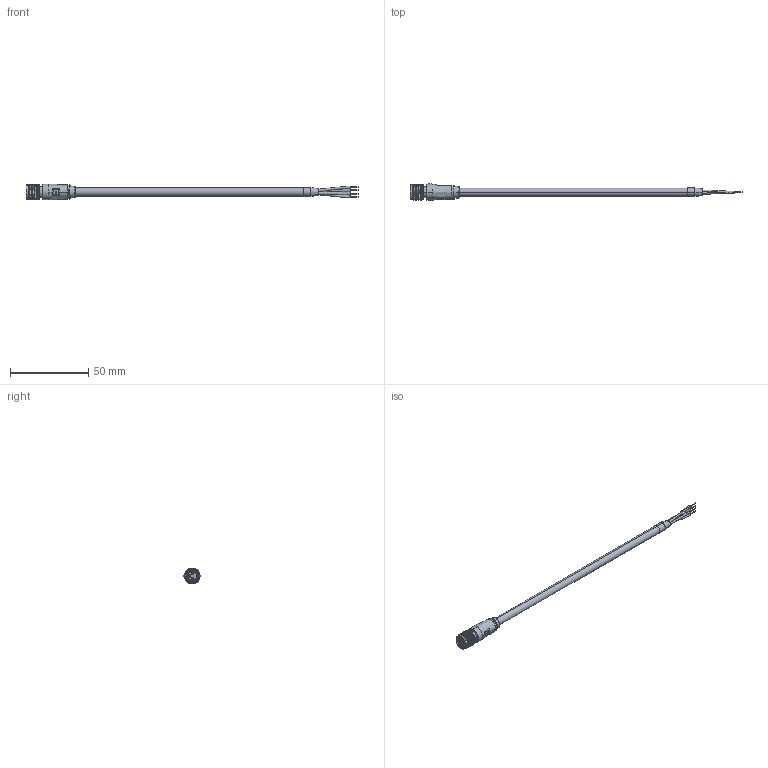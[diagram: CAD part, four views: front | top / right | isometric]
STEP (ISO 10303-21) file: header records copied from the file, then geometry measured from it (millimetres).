
FILE_DESCRIPTION (( 'STEP AP203' ), '1' );
FILE_NAME ('10-04135.STEP', '2021-10-04T20:40:23', ( '' ), ( '' ), 'SwSTEP 2.0', 'SolidWorks 2021', '' );
FILE_SCHEMA (( 'CONFIG_CONTROL_DESIGN' ));
Length unit declared in the file: millimetre
Products named in the file (9): 50-00681___; 50-00681-02___; 10-04135; 24-00378_3D print; 50-00681-05___; 50-00681-04___; 50-00681-03___; 50-00681-01___; 30-01571_s + t
Assembly tree (10 placements, depth 3):
  10-04135
    30-01571_s + t
    24-00378_3D print
    50-00681___
      50-00681-01___
      50-00681-02___
      50-00681-03___  x3
      50-00681-04___
      50-00681-05___
Bounding box: 211.5 x 10.25 x 10 mm (x, y, z)
Volume: 5538.4 mm3; surface area: 32956.2 mm2
Topology: 342 solids, 342 shells, 3731 faces, 9005 edges, 5974 vertices
Faces by surface type: cylinder 1739, bspline 988, plane 796, cone 197, torus 11
Entity records: 215045 total; most frequent: CARTESIAN_POINT 137631, ORIENTED_EDGE 17416, DIRECTION 12890, EDGE_CURVE 8708, VERTEX_POINT 5786, AXIS2_PLACEMENT_3D 5666, EDGE_LOOP 4302, FACE_OUTER_BOUND 3617
